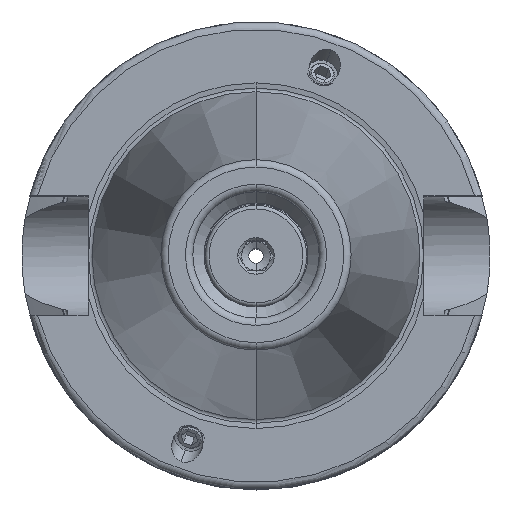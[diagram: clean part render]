
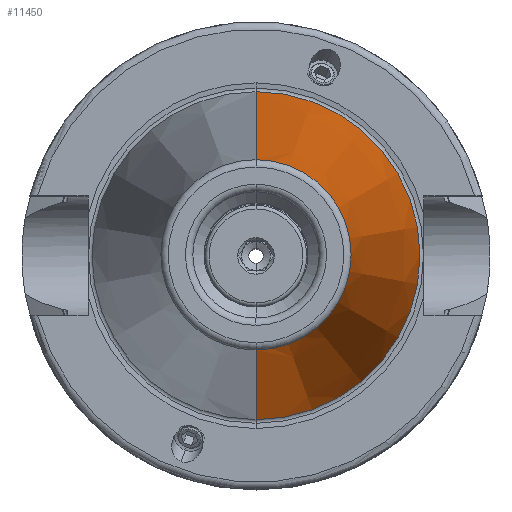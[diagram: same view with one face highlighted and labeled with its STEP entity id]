
A CAD part, top view. The second image highlights one B-rep face of the part: STEP entity #11450.
In plain terms, the highlighted conical face has half-angle 8.297 degrees and reference radius 17.446 mm.
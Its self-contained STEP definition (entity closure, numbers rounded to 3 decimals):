
#3382=CARTESIAN_POINT('',(0,0,91.544));
#3383=DIRECTION('',(0,0,1));
#3384=DIRECTION('',(0,-1,0));
#3385=AXIS2_PLACEMENT_3D('',#3382,#3383,#3384);
#3387=CARTESIAN_POINT('',(0,0,28));
#3388=DIRECTION('',(0,0,-1));
#3389=DIRECTION('',(0,1,0));
#3390=AXIS2_PLACEMENT_3D('',#3387,#3388,#3389);
#3397=DIRECTION('',(0.,0.144,0.99));
#3398=VECTOR('',#3397,64.216);
#3399=CARTESIAN_POINT('',(0,-22.079,28));
#3400=LINE('',#3399,#3398);
#3406=DIRECTION('',(0.,-0.144,0.99));
#3407=VECTOR('',#3406,64.216);
#3408=CARTESIAN_POINT('',(0,22.079,28));
#3409=LINE('',#3408,#3407);
#5363=CARTESIAN_POINT('',(0,22.079,28));
#5365=VERTEX_POINT('',#5363);
#5379=CARTESIAN_POINT('',(0,-22.079,28));
#5381=VERTEX_POINT('',#5379);
#5406=CARTESIAN_POINT('',(0,12.812,91.544));
#5407=CARTESIAN_POINT('',(0,-12.812,91.544));
#5408=VERTEX_POINT('',#5406);
#5409=VERTEX_POINT('',#5407);
#11436=CARTESIAN_POINT('',(0,0,59.772));
#11437=DIRECTION('',(0,0,-1));
#11438=DIRECTION('',(0,-1,0));
#11439=AXIS2_PLACEMENT_3D('',#11436,#11437,#11438);
#11440=CONICAL_SURFACE('',#11439,17.446,8.297);
#11441=ORIENTED_EDGE('',*,*,#11430,.T.);
#11443=ORIENTED_EDGE('',*,*,#11442,.F.);
#11445=ORIENTED_EDGE('',*,*,#11444,.T.);
#11447=ORIENTED_EDGE('',*,*,#11446,.T.);
#11448=EDGE_LOOP('',(#11441,#11443,#11445,#11447));
#11449=FACE_OUTER_BOUND('',#11448,.F.);
#11450=ADVANCED_FACE('',(#11449),#11440,.T.);
#3386=CIRCLE('',#3385,12.812);
#3391=CIRCLE('',#3390,22.079);
#11430=EDGE_CURVE('',#5409,#5408,#3386,.T.);
#11442=EDGE_CURVE('',#5365,#5408,#3409,.T.);
#11444=EDGE_CURVE('',#5365,#5381,#3391,.T.);
#11446=EDGE_CURVE('',#5381,#5409,#3400,.T.);
